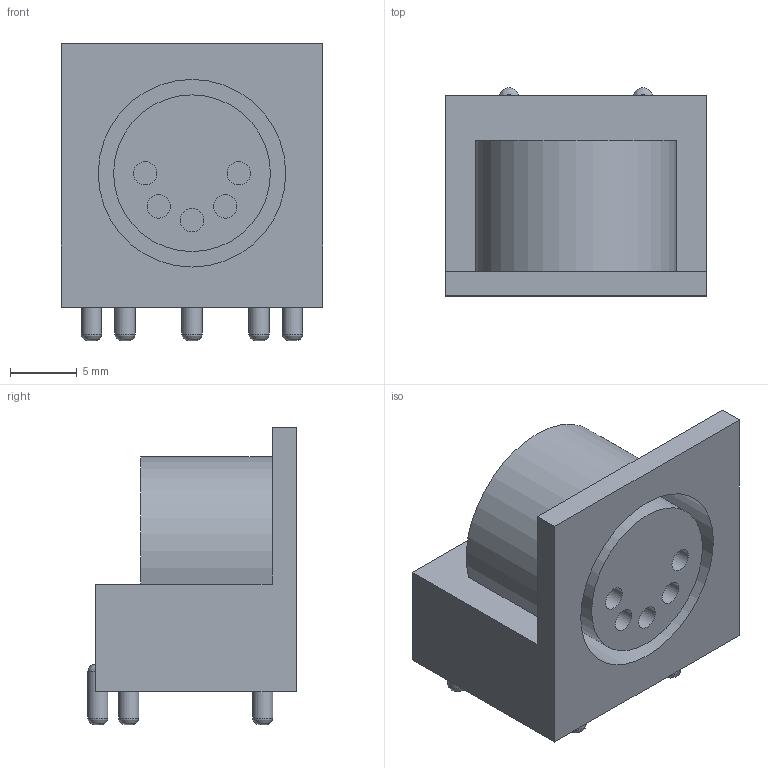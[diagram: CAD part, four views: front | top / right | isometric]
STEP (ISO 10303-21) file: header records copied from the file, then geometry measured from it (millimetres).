
FILE_DESCRIPTION(/* description */ (''),/* implementation_level */ '2;1');
FILE_NAME(/* name */ 'midi din.step',/* time_stamp */ '2025-06-14T16:45:57+02:00',/* author */ (''),/* organization */ (''),/* preprocessor_version */ 'ST-DEVELOPER v20.1',/* originating_system */ 'Autodesk Translation Framework v14.10.0.0',/* authorisation */ '');
FILE_SCHEMA (('AUTOMOTIVE_DESIGN { 1 0 10303 214 3 1 1 }'));
Length unit declared in the file: millimetre
Products named in the file (2): midi din; midi din_1
Assembly tree (1 placements, depth 2):
  midi din
    midi din_1
Bounding box: 19.5 x 15.55 x 22.2 mm (x, y, z)
Volume: 3358.6 mm3; surface area: 2962.6 mm2
Topology: 8 solids, 8 shells, 54 faces, 91 edges, 60 vertices
Faces by surface type: plane 30, cylinder 15, bspline 9
Full cylindrical faces by diameter (mm): 1.5 x7, 1.75 x5, 11.7 x1, 14 x1
Entity records: 1552 total; most frequent: CARTESIAN_POINT 442, DIRECTION 242, ORIENTED_EDGE 182, AXIS2_PLACEMENT_3D 103, EDGE_CURVE 91, EDGE_LOOP 61, VERTEX_POINT 60, CIRCLE 55
